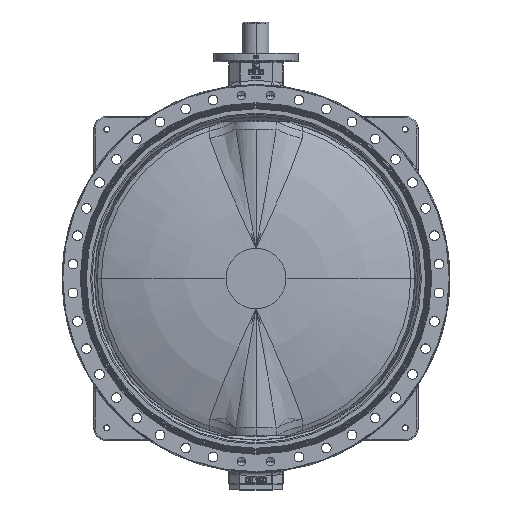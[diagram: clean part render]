
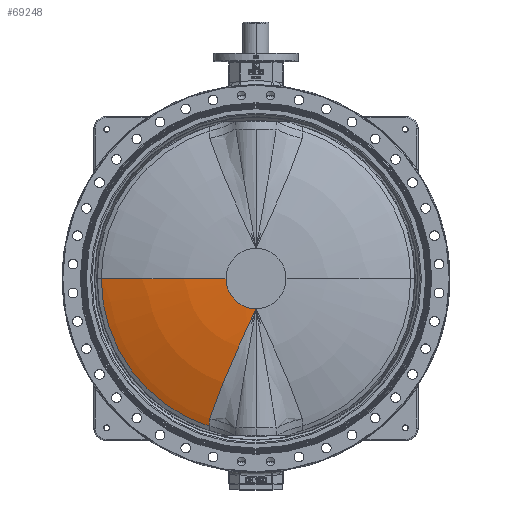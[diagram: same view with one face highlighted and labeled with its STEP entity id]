
A CAD part, top view. The second image highlights one B-rep face of the part: STEP entity #69248.
In plain terms, the highlighted toroidal (fillet/blend) face has major radius 150 mm and minor radius 1740 mm.
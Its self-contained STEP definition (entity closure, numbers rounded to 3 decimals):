
#24075 = AXIS2_PLACEMENT_3D ( 'NONE', #45607, #45608, #45609 ) ;
#24078 = AXIS2_PLACEMENT_3D ( 'NONE', #45681, #45682, #45683 ) ;
#24079 = AXIS2_PLACEMENT_3D ( 'NONE', #45686, #45687, #45688 ) ;
#24080 = AXIS2_PLACEMENT_3D ( 'NONE', #45723, #45724, #45725 ) ;
#33810 = B_SPLINE_CURVE_WITH_KNOTS ( 'NONE', 3,
 ( #45684, #45685, #45690, #45691 ),
 .UNSPECIFIED., .F., .F.,
 ( 4, 4 ),
 ( 0., 0.039 ),
 .UNSPECIFIED. ) ;
#33811 = B_SPLINE_CURVE_WITH_KNOTS ( 'NONE', 3,
 ( #45680, #45689, #45694, #45695, #45696, #45697, #45698, #45699, #45700, #45701, #45702, #45703, #45704, #45705, #45706, #45707, #45708, #45709, #45710, #45711, #45712, #45713, #45714, #45715, #45716, #45717 ),
 .UNSPECIFIED., .F., .F.,
 ( 4, 2, 2, 2, 2, 2, 2, 2, 2, 2, 2, 2, 4 ),
 ( 0., 0.075, 0.15, 0.224, 0.299, 0.318, 0.337, 0.374, 0.449, 0.486, 0.524, 0.561, 0.598 ),
 .UNSPECIFIED. ) ;
#33812 = B_SPLINE_CURVE_WITH_KNOTS ( 'NONE', 3,
 ( #45693, #45692, #45718, #45719, #45720 ),
 .UNSPECIFIED., .F., .F.,
 ( 4, 1, 4 ),
 ( 0.15, 0.152, 0.153 ),
 .UNSPECIFIED. ) ;
#39333 = CARTESIAN_POINT ( 'NONE',  ( -767.23, 0., 23.863 ) ) ;
#39334 = CARTESIAN_POINT ( 'NONE',  ( -232.55, -732.066, 23.863 ) ) ;
#39340 = CARTESIAN_POINT ( 'NONE',  ( -1.27, -150., 137.5 ) ) ;
#39341 = CARTESIAN_POINT ( 'NONE',  ( -148.73, 0., 137.5 ) ) ;
#39342 = CARTESIAN_POINT ( 'NONE',  ( 0., -149.995, 137.5 ) ) ;
#39343 = CARTESIAN_POINT ( 'NONE',  ( -229.894, -694.975, 37.133 ) ) ;
#39349 = CARTESIAN_POINT ( 'NONE',  ( -1.27, -152.721, 137.498 ) ) ;
#40401 = DIRECTION ( 'NONE',  ( 0., 0., -1. ) ) ;
#40405 = CARTESIAN_POINT ( 'NONE',  ( 1.27, 0., -1602.497 ) ) ;
#40409 = DIRECTION ( 'NONE',  ( -1., 0., 0. ) ) ;
#41367 = AXIS2_PLACEMENT_3D ( 'NONE', #40405, #40401, #40409 ) ;
#41959 = TOROIDAL_SURFACE ( 'NONE', #41367, 150., 1739.997 ) ;
#41960 = FACE_OUTER_BOUND ( 'NONE', #78913, .T. ) ;
#45607 = CARTESIAN_POINT ( 'NONE',  ( 1.27, 0., 23.863 ) ) ;
#45608 = DIRECTION ( 'NONE',  ( 0., 0., -1. ) ) ;
#45609 = DIRECTION ( 'NONE',  ( -1., 0., 0. ) ) ;
#45680 = CARTESIAN_POINT ( 'NONE',  ( -229.894, -694.975, 37.133 ) ) ;
#45681 = CARTESIAN_POINT ( 'NONE',  ( 1.27, 0., 137.5 ) ) ;
#45682 = DIRECTION ( 'NONE',  ( 0., 0., -1. ) ) ;
#45683 = DIRECTION ( 'NONE',  ( -1., 0., 0. ) ) ;
#45684 = CARTESIAN_POINT ( 'NONE',  ( -232.55, -732.066, 23.863 ) ) ;
#45685 = CARTESIAN_POINT ( 'NONE',  ( -231.635, -719.755, 28.429 ) ) ;
#45686 = CARTESIAN_POINT ( 'NONE',  ( -148.73, 0., -1602.497 ) ) ;
#45687 = DIRECTION ( 'NONE',  ( 0., -1., 0. ) ) ;
#45688 = DIRECTION ( 'NONE',  ( 0., 0., -1. ) ) ;
#45689 = CARTESIAN_POINT ( 'NONE',  ( -222.35, -672.586, 45.525 ) ) ;
#45690 = CARTESIAN_POINT ( 'NONE',  ( -230.739, -707.393, 32.853 ) ) ;
#45691 = CARTESIAN_POINT ( 'NONE',  ( -229.894, -694.975, 37.133 ) ) ;
#45692 = CARTESIAN_POINT ( 'NONE',  ( -1.27, -150.454, 137.5 ) ) ;
#45693 = CARTESIAN_POINT ( 'NONE',  ( -1.27, -150., 137.5 ) ) ;
#45694 = CARTESIAN_POINT ( 'NONE',  ( -214.432, -650.2, 53.383 ) ) ;
#45695 = CARTESIAN_POINT ( 'NONE',  ( -197.952, -605.394, 68.048 ) ) ;
#45696 = CARTESIAN_POINT ( 'NONE',  ( -189.39, -582.975, 74.854 ) ) ;
#45697 = CARTESIAN_POINT ( 'NONE',  ( -171.718, -538.07, 87.422 ) ) ;
#45698 = CARTESIAN_POINT ( 'NONE',  ( -162.607, -515.584, 93.182 ) ) ;
#45699 = CARTESIAN_POINT ( 'NONE',  ( -143.916, -470.513, 103.66 ) ) ;
#45700 = CARTESIAN_POINT ( 'NONE',  ( -134.336, -447.928, 108.376 ) ) ;
#45701 = CARTESIAN_POINT ( 'NONE',  ( -122.116, -419.615, 113.615 ) ) ;
#45702 = CARTESIAN_POINT ( 'NONE',  ( -119.659, -413.949, 114.63 ) ) ;
#45703 = CARTESIAN_POINT ( 'NONE',  ( -114.723, -402.607, 116.595 ) ) ;
#45704 = CARTESIAN_POINT ( 'NONE',  ( -112.242, -396.932, 117.544 ) ) ;
#45705 = CARTESIAN_POINT ( 'NONE',  ( -104.776, -379.91, 120.291 ) ) ;
#45706 = CARTESIAN_POINT ( 'NONE',  ( -99.761, -368.562, 121.988 ) ) ;
#45707 = CARTESIAN_POINT ( 'NONE',  ( -84.619, -334.511, 126.677 ) ) ;
#45708 = CARTESIAN_POINT ( 'NONE',  ( -74.393, -311.803, 129.269 ) ) ;
#45709 = CARTESIAN_POINT ( 'NONE',  ( -58.907, -277.708, 132.365 ) ) ;
#45710 = CARTESIAN_POINT ( 'NONE',  ( -53.719, -266.336, 133.265 ) ) ;
#45711 = CARTESIAN_POINT ( 'NONE',  ( -43.311, -243.603, 134.801 ) ) ;
#45712 = CARTESIAN_POINT ( 'NONE',  ( -38.089, -232.239, 135.439 ) ) ;
#45713 = CARTESIAN_POINT ( 'NONE',  ( -27.617, -209.515, 136.456 ) ) ;
#45714 = CARTESIAN_POINT ( 'NONE',  ( -22.366, -198.155, 136.835 ) ) ;
#45715 = CARTESIAN_POINT ( 'NONE',  ( -11.837, -175.436, 137.348 ) ) ;
#45716 = CARTESIAN_POINT ( 'NONE',  ( -6.559, -164.078, 137.48 ) ) ;
#45717 = CARTESIAN_POINT ( 'NONE',  ( -1.27, -152.721, 137.498 ) ) ;
#45718 = CARTESIAN_POINT ( 'NONE',  ( -1.27, -151.361, 137.5 ) ) ;
#45719 = CARTESIAN_POINT ( 'NONE',  ( -1.27, -152.268, 137.499 ) ) ;
#45720 = CARTESIAN_POINT ( 'NONE',  ( -1.27, -152.721, 137.498 ) ) ;
#45723 = CARTESIAN_POINT ( 'NONE',  ( -1.27, 0., 137.5 ) ) ;
#45724 = DIRECTION ( 'NONE',  ( 0., 0., 1. ) ) ;
#45725 = DIRECTION ( 'NONE',  ( 1., 0., 0. ) ) ;
#69248 = ADVANCED_FACE ( 'NONE', ( #41960 ), #41959, .T. ) ;
#76007 = VERTEX_POINT ( 'NONE', #39333 ) ;
#76008 = VERTEX_POINT ( 'NONE', #39334 ) ;
#76014 = VERTEX_POINT ( 'NONE', #39340 ) ;
#76015 = VERTEX_POINT ( 'NONE', #39341 ) ;
#76016 = VERTEX_POINT ( 'NONE', #39342 ) ;
#76017 = VERTEX_POINT ( 'NONE', #39343 ) ;
#76023 = VERTEX_POINT ( 'NONE', #39349 ) ;
#77180 = EDGE_CURVE ( 'NONE', #76008, #76007, #88788, .T. ) ;
#77206 = EDGE_CURVE ( 'NONE', #76016, #76015, #88814, .T. ) ;
#77208 = EDGE_CURVE ( 'NONE', #76015, #76007, #88800, .T. ) ;
#77210 = EDGE_CURVE ( 'NONE', #76008, #76017, #33810, .T. ) ;
#77213 = EDGE_CURVE ( 'NONE', #76017, #76023, #33811, .T. ) ;
#77215 = EDGE_CURVE ( 'NONE', #76014, #76023, #33812, .T. ) ;
#77217 = EDGE_CURVE ( 'NONE', #76014, #76016, #88818, .T. ) ;
#78913 = EDGE_LOOP ( 'NONE', ( #80538, #80539, #80540, #80541, #80542, #80543, #80544 ) ) ;
#80538 = ORIENTED_EDGE ( 'NONE', *, *, #77206, .T. ) ;
#80539 = ORIENTED_EDGE ( 'NONE', *, *, #77208, .T. ) ;
#80540 = ORIENTED_EDGE ( 'NONE', *, *, #77180, .F. ) ;
#80541 = ORIENTED_EDGE ( 'NONE', *, *, #77210, .T. ) ;
#80542 = ORIENTED_EDGE ( 'NONE', *, *, #77213, .T. ) ;
#80543 = ORIENTED_EDGE ( 'NONE', *, *, #77215, .F. ) ;
#80544 = ORIENTED_EDGE ( 'NONE', *, *, #77217, .T. ) ;
#88788 = CIRCLE ( 'NONE', #24075, 768.5 ) ;
#88800 = CIRCLE ( 'NONE', #24079, 1739.997 ) ;
#88814 = CIRCLE ( 'NONE', #24078, 150. ) ;
#88818 = CIRCLE ( 'NONE', #24080, 150. ) ;
